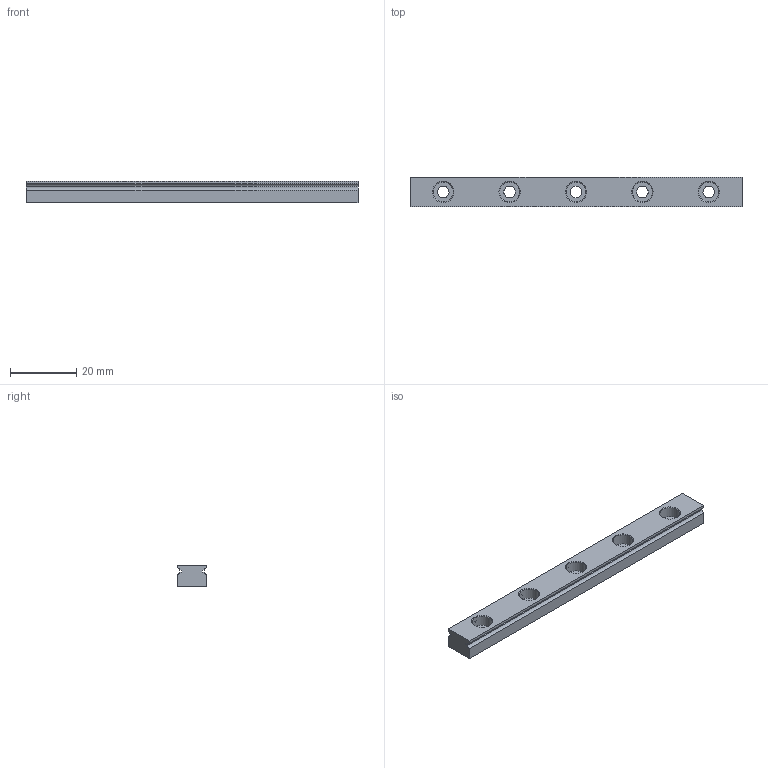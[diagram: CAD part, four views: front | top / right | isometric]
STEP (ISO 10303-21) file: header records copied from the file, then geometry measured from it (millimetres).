
FILE_DESCRIPTION(('FreeCAD Model'),'2;1');
FILE_NAME('Open CASCADE Shape Model','2024-09-09T18:35:40',(''),(''), 'Open CASCADE STEP processor 7.7','FreeCAD','Unknown');
FILE_SCHEMA(('AUTOMOTIVE_DESIGN { 1 0 10303 214 1 1 1 1 }'));
Length unit declared in the file: millimetre
Products named in the file (1): Hiwin rail MGN9R
Bounding box: 100 x 9 x 6.5 mm (x, y, z)
Volume: 4886.9 mm3; surface area: 3987.6 mm2
Topology: 1 solids, 1 shells, 38 faces, 88 edges, 57 vertices
Faces by surface type: plane 19, cylinder 14, cone 5
Full cylindrical faces by diameter (mm): 3.5 x5, 6 x5
Entity records: 1127 total; most frequent: DIRECTION 199, CARTESIAN_POINT 184, ORIENTED_EDGE 176, EDGE_CURVE 88, AXIS2_PLACEMENT_3D 72, VERTEX_POINT 57, LINE 55, VECTOR 55
